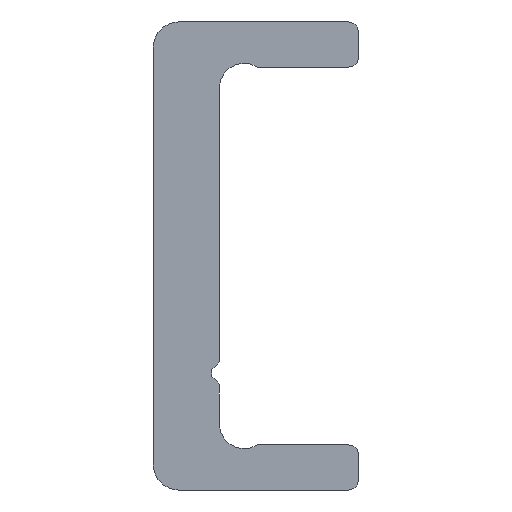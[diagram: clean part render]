
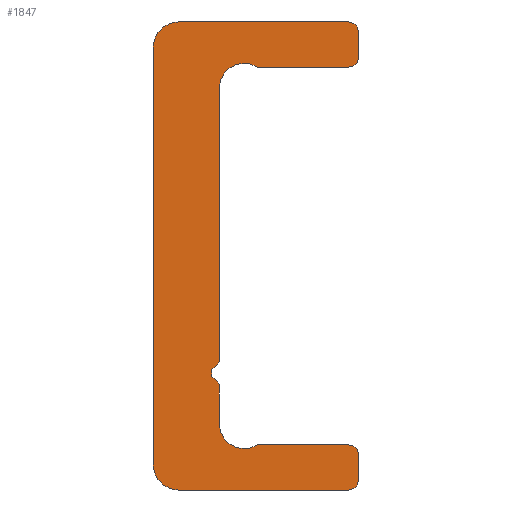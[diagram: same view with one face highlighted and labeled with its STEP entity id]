
A CAD part, left-side view. The second image highlights one B-rep face of the part: STEP entity #1847.
In plain terms, the highlighted planar face has unit normal (-1, 0, 0).
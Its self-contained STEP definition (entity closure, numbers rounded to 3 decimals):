
#1104=CARTESIAN_POINT('',(0.0,-6.15,-13.4));
#1105=VERTEX_POINT('',#1104);
#1112=CARTESIAN_POINT('',(0.0,-5.55,-14.));
#1113=VERTEX_POINT('',#1112);
#1114=CARTESIAN_POINT('',(0.0,-5.55,-13.4));
#1115=DIRECTION('',(1.0,0.0,0.0));
#1116=DIRECTION('',(0.0,-1.0,0.0));
#1117=AXIS2_PLACEMENT_3D('',#1114,#1115,#1116);
#1118=CIRCLE('',#1117,0.6);
#1119=EDGE_CURVE('',#1105,#1113,#1118,.T.);
#1143=CARTESIAN_POINT('',(0.0,-6.15,-11.9));
#1144=VERTEX_POINT('',#1143);
#1151=CARTESIAN_POINT('',(0.0,-6.15,-11.9));
#1152=DIRECTION('',(0.0,0.0,-1.0));
#1153=VECTOR('',#1152,1.5);
#1154=LINE('',#1151,#1153);
#1155=EDGE_CURVE('',#1144,#1105,#1154,.T.);
#1175=CARTESIAN_POINT('',(0.0,-5.55,-11.3));
#1176=VERTEX_POINT('',#1175);
#1183=CARTESIAN_POINT('',(0.0,-5.55,-11.9));
#1184=DIRECTION('',(1.0,0.0,0.0));
#1185=DIRECTION('',(0.0,0.0,1.0));
#1186=AXIS2_PLACEMENT_3D('',#1183,#1184,#1185);
#1187=CIRCLE('',#1186,0.6);
#1188=EDGE_CURVE('',#1176,#1144,#1187,.T.);
#1207=CARTESIAN_POINT('',(0.0,-0.098,-11.3));
#1208=VERTEX_POINT('',#1207);
#1215=CARTESIAN_POINT('',(0.0,-0.098,-11.3));
#1216=DIRECTION('',(0.0,-1.0,0.0));
#1217=VECTOR('',#1216,5.452);
#1218=LINE('',#1215,#1217);
#1219=EDGE_CURVE('',#1208,#1176,#1218,.T.);
#1239=CARTESIAN_POINT('',(0.0,2.2,-10.03));
#1240=VERTEX_POINT('',#1239);
#1247=CARTESIAN_POINT('',(0.0,0.7,-10.03));
#1248=DIRECTION('',(-1.0,0.0,0.0));
#1249=DIRECTION('',(0.0,0.532,0.847));
#1250=AXIS2_PLACEMENT_3D('',#1247,#1248,#1249);
#1251=CIRCLE('',#1250,1.5);
#1252=EDGE_CURVE('',#1240,#1208,#1251,.T.);
#1271=CARTESIAN_POINT('',(0.0,2.2,-7.707));
#1272=VERTEX_POINT('',#1271);
#1279=CARTESIAN_POINT('',(0.0,2.2,-7.707));
#1280=DIRECTION('',(0.0,0.0,-1.0));
#1281=VECTOR('',#1280,2.323);
#1282=LINE('',#1279,#1281);
#1283=EDGE_CURVE('',#1272,#1240,#1282,.T.);
#1303=CARTESIAN_POINT('',(0.0,2.367,-7.471));
#1304=VERTEX_POINT('',#1303);
#1311=CARTESIAN_POINT('',(0.0,2.45,-7.707));
#1312=DIRECTION('',(1.0,0.0,0.0));
#1313=DIRECTION('',(0.0,-0.333,0.943));
#1314=AXIS2_PLACEMENT_3D('',#1311,#1312,#1313);
#1315=CIRCLE('',#1314,0.25);
#1316=EDGE_CURVE('',#1304,#1272,#1315,.T.);
#1336=CARTESIAN_POINT('',(0.0,2.367,-6.529));
#1337=VERTEX_POINT('',#1336);
#1344=CARTESIAN_POINT('',(0.0,2.2,-7.));
#1345=DIRECTION('',(-1.0,0.0,0.0));
#1346=DIRECTION('',(0.0,-0.333,0.943));
#1347=AXIS2_PLACEMENT_3D('',#1344,#1345,#1346);
#1348=CIRCLE('',#1347,0.5);
#1349=EDGE_CURVE('',#1337,#1304,#1348,.T.);
#1369=CARTESIAN_POINT('',(0.0,2.2,-6.293));
#1370=VERTEX_POINT('',#1369);
#1377=CARTESIAN_POINT('',(0.0,2.45,-6.293));
#1378=DIRECTION('',(1.0,0.0,0.0));
#1379=DIRECTION('',(0.0,-1.0,0.0));
#1380=AXIS2_PLACEMENT_3D('',#1377,#1378,#1379);
#1381=CIRCLE('',#1380,0.25);
#1382=EDGE_CURVE('',#1370,#1337,#1381,.T.);
#1401=CARTESIAN_POINT('',(0.0,2.2,10.03));
#1402=VERTEX_POINT('',#1401);
#1409=CARTESIAN_POINT('',(0.0,2.2,10.03));
#1410=DIRECTION('',(0.0,0.0,-1.0));
#1411=VECTOR('',#1410,16.323);
#1412=LINE('',#1409,#1411);
#1413=EDGE_CURVE('',#1402,#1370,#1412,.T.);
#1478=CARTESIAN_POINT('',(0.0,-0.098,11.3));
#1479=VERTEX_POINT('',#1478);
#1486=CARTESIAN_POINT('',(0.0,0.7,10.03));
#1487=DIRECTION('',(-1.0,0.0,0.0));
#1488=DIRECTION('',(0.0,-1.0,0.0));
#1489=AXIS2_PLACEMENT_3D('',#1486,#1487,#1488);
#1490=CIRCLE('',#1489,1.5);
#1491=EDGE_CURVE('',#1479,#1402,#1490,.T.);
#1510=CARTESIAN_POINT('',(0.0,-5.55,11.3));
#1511=VERTEX_POINT('',#1510);
#1518=CARTESIAN_POINT('',(0.0,-5.55,11.3));
#1519=DIRECTION('',(0.0,1.0,0.0));
#1520=VECTOR('',#1519,5.452);
#1521=LINE('',#1518,#1520);
#1522=EDGE_CURVE('',#1511,#1479,#1521,.T.);
#1542=CARTESIAN_POINT('',(0.0,-6.15,11.9));
#1543=VERTEX_POINT('',#1542);
#1550=CARTESIAN_POINT('',(0.0,-5.55,11.9));
#1551=DIRECTION('',(1.0,0.0,0.0));
#1552=DIRECTION('',(0.0,-1.0,0.0));
#1553=AXIS2_PLACEMENT_3D('',#1550,#1551,#1552);
#1554=CIRCLE('',#1553,0.6);
#1555=EDGE_CURVE('',#1543,#1511,#1554,.T.);
#1574=CARTESIAN_POINT('',(0.0,-6.15,13.4));
#1575=VERTEX_POINT('',#1574);
#1582=CARTESIAN_POINT('',(0.0,-6.15,13.4));
#1583=DIRECTION('',(0.0,0.0,-1.0));
#1584=VECTOR('',#1583,1.5);
#1585=LINE('',#1582,#1584);
#1586=EDGE_CURVE('',#1575,#1543,#1585,.T.);
#1606=CARTESIAN_POINT('',(0.0,-5.55,14.));
#1607=VERTEX_POINT('',#1606);
#1614=CARTESIAN_POINT('',(0.0,-5.55,13.4));
#1615=DIRECTION('',(1.0,0.0,0.0));
#1616=DIRECTION('',(0.0,0.0,1.0));
#1617=AXIS2_PLACEMENT_3D('',#1614,#1615,#1616);
#1618=CIRCLE('',#1617,0.6);
#1619=EDGE_CURVE('',#1607,#1575,#1618,.T.);
#1638=CARTESIAN_POINT('',(0.0,4.65,14.));
#1639=VERTEX_POINT('',#1638);
#1646=CARTESIAN_POINT('',(0.0,4.65,14.));
#1647=DIRECTION('',(0.0,-1.0,0.0));
#1648=VECTOR('',#1647,10.2);
#1649=LINE('',#1646,#1648);
#1650=EDGE_CURVE('',#1639,#1607,#1649,.T.);
#1670=CARTESIAN_POINT('',(0.0,6.15,12.5));
#1671=VERTEX_POINT('',#1670);
#1678=CARTESIAN_POINT('',(0.0,4.65,12.5));
#1679=DIRECTION('',(1.0,0.0,0.0));
#1680=DIRECTION('',(0.0,1.0,0.0));
#1681=AXIS2_PLACEMENT_3D('',#1678,#1679,#1680);
#1682=CIRCLE('',#1681,1.5);
#1683=EDGE_CURVE('',#1671,#1639,#1682,.T.);
#1702=CARTESIAN_POINT('',(0.0,6.15,-12.5));
#1703=VERTEX_POINT('',#1702);
#1710=CARTESIAN_POINT('',(0.0,6.15,-12.5));
#1711=DIRECTION('',(0.0,0.0,1.0));
#1712=VECTOR('',#1711,25.);
#1713=LINE('',#1710,#1712);
#1714=EDGE_CURVE('',#1703,#1671,#1713,.T.);
#1779=CARTESIAN_POINT('',(0.0,4.65,-14.));
#1780=VERTEX_POINT('',#1779);
#1787=CARTESIAN_POINT('',(0.0,4.65,-12.5));
#1788=DIRECTION('',(1.0,0.0,0.0));
#1789=DIRECTION('',(0.0,0.0,-1.0));
#1790=AXIS2_PLACEMENT_3D('',#1787,#1788,#1789);
#1791=CIRCLE('',#1790,1.5);
#1792=EDGE_CURVE('',#1780,#1703,#1791,.T.);
#1810=CARTESIAN_POINT('',(0.0,-5.55,-14.));
#1811=DIRECTION('',(0.0,1.0,0.0));
#1812=VECTOR('',#1811,10.2);
#1813=LINE('',#1810,#1812);
#1814=EDGE_CURVE('',#1113,#1780,#1813,.T.);
#1820=CARTESIAN_POINT('',(0.0,1.616,-0.032));
#1821=DIRECTION('',(1.0,0.0,0.0));
#1822=DIRECTION('',(0.0,0.0,-1.0));
#1823=AXIS2_PLACEMENT_3D('',#1820,#1821,#1822);
#1824=PLANE('',#1823);
#1825=ORIENTED_EDGE('',*,*,#1814,.F.);
#1826=ORIENTED_EDGE('',*,*,#1119,.F.);
#1827=ORIENTED_EDGE('',*,*,#1155,.F.);
#1828=ORIENTED_EDGE('',*,*,#1188,.F.);
#1829=ORIENTED_EDGE('',*,*,#1219,.F.);
#1830=ORIENTED_EDGE('',*,*,#1252,.F.);
#1831=ORIENTED_EDGE('',*,*,#1283,.F.);
#1832=ORIENTED_EDGE('',*,*,#1316,.F.);
#1833=ORIENTED_EDGE('',*,*,#1349,.F.);
#1834=ORIENTED_EDGE('',*,*,#1382,.F.);
#1835=ORIENTED_EDGE('',*,*,#1413,.F.);
#1836=ORIENTED_EDGE('',*,*,#1491,.F.);
#1837=ORIENTED_EDGE('',*,*,#1522,.F.);
#1838=ORIENTED_EDGE('',*,*,#1555,.F.);
#1839=ORIENTED_EDGE('',*,*,#1586,.F.);
#1840=ORIENTED_EDGE('',*,*,#1619,.F.);
#1841=ORIENTED_EDGE('',*,*,#1650,.F.);
#1842=ORIENTED_EDGE('',*,*,#1683,.F.);
#1843=ORIENTED_EDGE('',*,*,#1714,.F.);
#1844=ORIENTED_EDGE('',*,*,#1792,.F.);
#1845=EDGE_LOOP('',(#1825,#1826,#1827,#1828,#1829,#1830,#1831,#1832,#1833,#1834,#1835,#1836,#1837,#1838,#1839,#1840,#1841,#1842,#1843,#1844));
#1846=FACE_OUTER_BOUND('',#1845,.T.);
#1847=ADVANCED_FACE('',(#1846),#1824,.F.);
